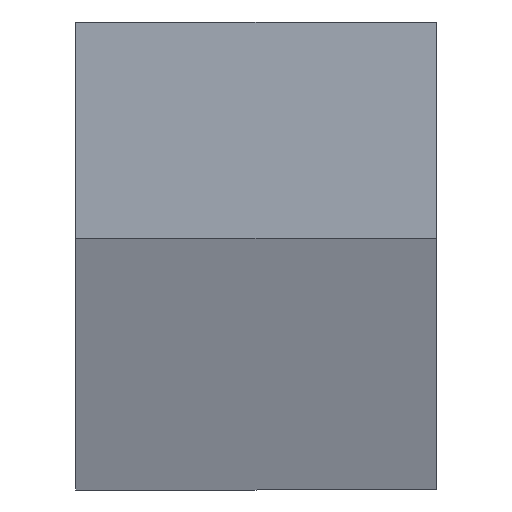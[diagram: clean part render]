
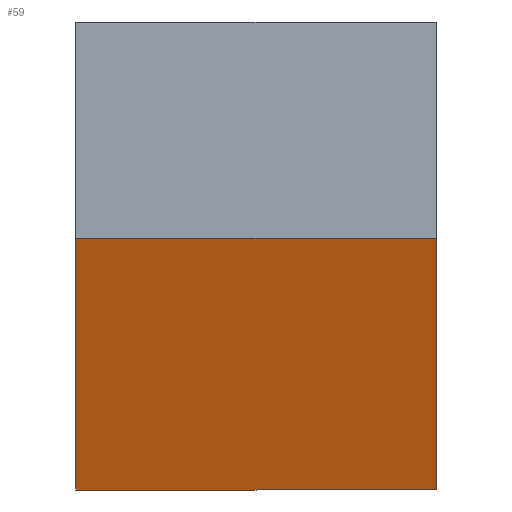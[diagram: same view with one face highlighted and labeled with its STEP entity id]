
A CAD part, top view. The second image highlights one B-rep face of the part: STEP entity #59.
In plain terms, the highlighted planar face has unit normal (0, -1, 0).
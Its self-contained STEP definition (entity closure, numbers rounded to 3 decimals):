
#1 = VECTOR ( 'NONE', #123, 1000. ) ;
#3 = AXIS2_PLACEMENT_3D ( 'NONE', #152, #153, #154 ) ;
#4 = VECTOR ( 'NONE', #114, 1000. ) ;
#9 = VECTOR ( 'NONE', #120, 1000. ) ;
#15 = VECTOR ( 'NONE', #111, 1000. ) ;
#17 = FACE_OUTER_BOUND ( 'NONE', #98, .T. ) ;
#36 = EDGE_CURVE ( 'NONE', #70, #134, #109, .T. ) ;
#37 = EDGE_CURVE ( 'NONE', #69, #70, #112, .T. ) ;
#40 = EDGE_CURVE ( 'NONE', #68, #134, #118, .T. ) ;
#41 = EDGE_CURVE ( 'NONE', #69, #68, #121, .T. ) ;
#59 = ADVANCED_FACE ( 'NONE', ( #17 ), #142, .F. ) ;
#68 = VERTEX_POINT ( 'NONE', #166 ) ;
#69 = VERTEX_POINT ( 'NONE', #167 ) ;
#70 = VERTEX_POINT ( 'NONE', #168 ) ;
#78 = ORIENTED_EDGE ( 'NONE', *, *, #40, .T. ) ;
#82 = ORIENTED_EDGE ( 'NONE', *, *, #41, .T. ) ;
#83 = ORIENTED_EDGE ( 'NONE', *, *, #36, .F. ) ;
#84 = ORIENTED_EDGE ( 'NONE', *, *, #37, .F. ) ;
#98 = EDGE_LOOP ( 'NONE', ( #78, #83, #84, #82 ) ) ;
#109 = LINE ( 'NONE', #110, #15 ) ;
#110 = CARTESIAN_POINT ( 'NONE',  ( 2.5, -1.5, 1000. ) ) ;
#111 = DIRECTION ( 'NONE',  ( 0., 0., -1. ) ) ;
#112 = LINE ( 'NONE', #113, #4 ) ;
#113 = CARTESIAN_POINT ( 'NONE',  ( -2.5, -1.5, 1000. ) ) ;
#114 = DIRECTION ( 'NONE',  ( 1., 0., 0. ) ) ;
#118 = LINE ( 'NONE', #119, #9 ) ;
#119 = CARTESIAN_POINT ( 'NONE',  ( -2.5, -1.5, -1000. ) ) ;
#120 = DIRECTION ( 'NONE',  ( 1., 0., 0. ) ) ;
#121 = LINE ( 'NONE', #122, #1 ) ;
#122 = CARTESIAN_POINT ( 'NONE',  ( -2.5, -1.5, 1000. ) ) ;
#123 = DIRECTION ( 'NONE',  ( 0., 0., -1. ) ) ;
#134 = VERTEX_POINT ( 'NONE', #170 ) ;
#142 = PLANE ( 'NONE',  #3 ) ;
#152 = CARTESIAN_POINT ( 'NONE',  ( -2.5, -1.5, 1000. ) ) ;
#153 = DIRECTION ( 'NONE',  ( 0., 1., 0. ) ) ;
#154 = DIRECTION ( 'NONE',  ( -1., 0., 0. ) ) ;
#166 = CARTESIAN_POINT ( 'NONE',  ( -2.5, -1.5, -1000. ) ) ;
#167 = CARTESIAN_POINT ( 'NONE',  ( -2.5, -1.5, 1000. ) ) ;
#168 = CARTESIAN_POINT ( 'NONE',  ( 2.5, -1.5, 1000. ) ) ;
#170 = CARTESIAN_POINT ( 'NONE',  ( 2.5, -1.5, -1000. ) ) ;
